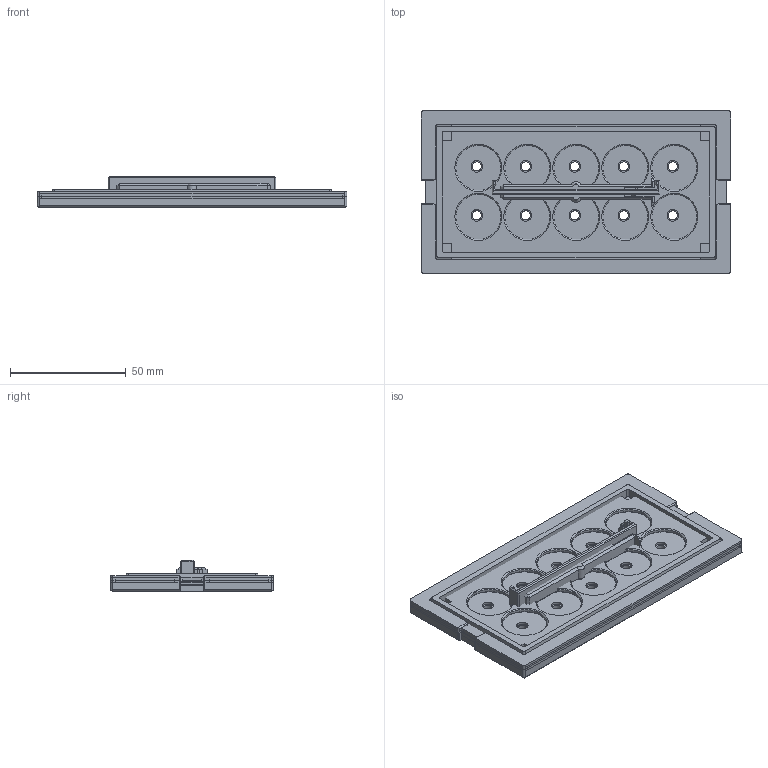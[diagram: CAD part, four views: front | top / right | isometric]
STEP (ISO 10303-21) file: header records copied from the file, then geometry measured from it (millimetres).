
FILE_DESCRIPTION(/* description */ (''),/* implementation_level */ '2;1');
FILE_NAME(/* name */ 'Holder_18650 v47.step',/* time_stamp */ '2025-08-31T16:04:16+02:00',/* author */ (''),/* organization */ (''),/* preprocessor_version */ 'ST-DEVELOPER v20.1',/* originating_system */ 'Autodesk Translation Framework v14.10.0.0',/* authorisation */ '');
FILE_SCHEMA (('AUTOMOTIVE_DESIGN { 1 0 10303 214 3 1 1 }'));
Length unit declared in the file: millimetre
Products named in the file (6): Holder_18650; Base; MiddlePart; Top; Peg; SideTab
Assembly tree (5 placements, depth 2):
  Holder_18650
    Base
    MiddlePart
    Top
    Peg
    SideTab
Bounding box: 134 x 70.4 x 13.6 mm (x, y, z)
Volume: 86122.7 mm3; surface area: 74316.7 mm2
Topology: 29 solids, 29 shells, 550 faces, 1242 edges, 768 vertices
Faces by surface type: plane 342, cylinder 134, cone 64, bspline 10
Full cylindrical faces by diameter (mm): 4 x20, 5 x20, 10 x20, 19.5 x30
Entity records: 15690 total; most frequent: CARTESIAN_POINT 2906, DIRECTION 2640, ORIENTED_EDGE 2452, EDGE_CURVE 1226, LINE 882, VECTOR 882, AXIS2_PLACEMENT_3D 879, VERTEX_POINT 768
